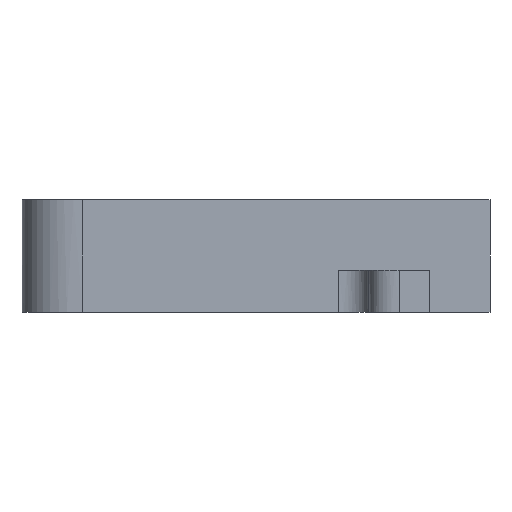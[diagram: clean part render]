
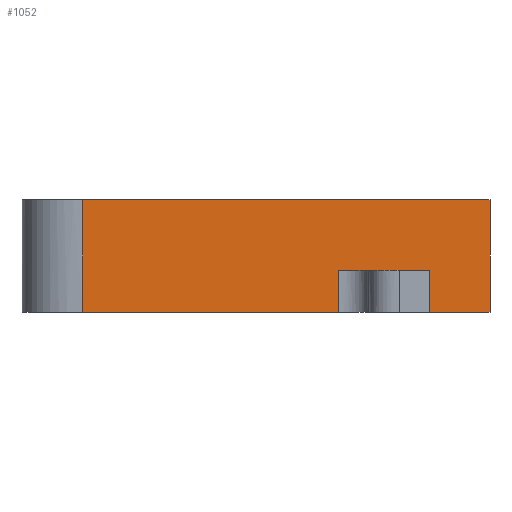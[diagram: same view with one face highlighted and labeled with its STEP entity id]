
A CAD part, left-side view. The second image highlights one B-rep face of the part: STEP entity #1052.
In plain terms, the highlighted free-form (B-spline) face has degree [1, 1] with [2, 2] control points.
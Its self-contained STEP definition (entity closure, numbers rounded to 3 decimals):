
#12=B_SPLINE_CURVE_WITH_KNOTS('',3,(#1691,#1692,#1693,#1694),
 .UNSPECIFIED.,.F.,.F.,(4,4),(0.,1.),.UNSPECIFIED.);
#13=B_SPLINE_CURVE_WITH_KNOTS('',3,(#1698,#1699,#1700,#1701),
 .UNSPECIFIED.,.F.,.F.,(4,4),(0.,1.),.UNSPECIFIED.);
#36=LINE('',#1680,#74);
#37=LINE('',#1683,#75);
#38=LINE('',#1685,#76);
#39=LINE('',#1687,#77);
#40=LINE('',#1689,#78);
#41=LINE('',#1696,#79);
#74=VECTOR('',#1267,1000.);
#75=VECTOR('',#1268,1000.);
#76=VECTOR('',#1269,1000.);
#77=VECTOR('',#1270,1000.);
#78=VECTOR('',#1271,1000.);
#79=VECTOR('',#1272,1000.);
#111=B_SPLINE_SURFACE_WITH_KNOTS('',1,1,((#1676,#1677),(#1678,#1679)),
 .PLANE_SURF.,.F.,.F.,.F.,(2,2),(2,2),(0.,1.),(0.,1.),.UNSPECIFIED.);
#248=ORIENTED_EDGE('',*,*,#560,.T.);
#249=ORIENTED_EDGE('',*,*,#561,.T.);
#250=ORIENTED_EDGE('',*,*,#562,.T.);
#251=ORIENTED_EDGE('',*,*,#563,.F.);
#252=ORIENTED_EDGE('',*,*,#564,.F.);
#253=ORIENTED_EDGE('',*,*,#565,.F.);
#254=ORIENTED_EDGE('',*,*,#566,.T.);
#255=ORIENTED_EDGE('',*,*,#567,.F.);
#560=EDGE_CURVE('',#710,#711,#36,.T.);
#561=EDGE_CURVE('',#711,#712,#37,.T.);
#562=EDGE_CURVE('',#712,#713,#38,.T.);
#563=EDGE_CURVE('',#714,#713,#39,.T.);
#564=EDGE_CURVE('',#715,#714,#40,.T.);
#565=EDGE_CURVE('',#716,#715,#12,.F.);
#566=EDGE_CURVE('',#716,#717,#41,.T.);
#567=EDGE_CURVE('',#710,#717,#13,.F.);
#710=VERTEX_POINT('',#1681);
#711=VERTEX_POINT('',#1682);
#712=VERTEX_POINT('',#1684);
#713=VERTEX_POINT('',#1686);
#714=VERTEX_POINT('',#1688);
#715=VERTEX_POINT('',#1690);
#716=VERTEX_POINT('',#1695);
#717=VERTEX_POINT('',#1697);
#856=EDGE_LOOP('',(#248,#249,#250,#251,#252,#253,#254,#255));
#940=FACE_BOUND('',#856,.T.);
#1052=ADVANCED_FACE('',(#940),#111,.T.);
#1267=DIRECTION('',(0.,-1.,0.));
#1268=DIRECTION('',(0.,0.,-1.));
#1269=DIRECTION('',(0.,-1.,0.));
#1270=DIRECTION('',(0.,0.,-1.));
#1271=DIRECTION('',(0.,-1.,0.));
#1272=DIRECTION('',(0.,-1.,0.));
#1676=CARTESIAN_POINT('',(-31.6,-31.525,-9.3));
#1677=CARTESIAN_POINT('',(-31.6,-31.525,-24.7));
#1678=CARTESIAN_POINT('',(-31.6,24.025,-9.3));
#1679=CARTESIAN_POINT('',(-31.6,24.025,-24.7));
#1680=CARTESIAN_POINT('',(-31.6,0.,-18.75));
#1681=CARTESIAN_POINT('',(-31.6,-10.25,-18.75));
#1682=CARTESIAN_POINT('',(-31.6,-21.5,-18.75));
#1683=CARTESIAN_POINT('',(-31.6,-21.5,-18.75));
#1684=CARTESIAN_POINT('',(-31.6,-21.5,-24.));
#1685=CARTESIAN_POINT('',(-31.6,0.,-24.));
#1686=CARTESIAN_POINT('',(-31.6,-29.,-24.));
#1687=CARTESIAN_POINT('',(-31.6,-29.,-19.998));
#1688=CARTESIAN_POINT('',(-31.6,-29.,-10.));
#1689=CARTESIAN_POINT('',(-31.6,0.,-10.));
#1690=CARTESIAN_POINT('',(-31.6,21.5,-10.));
#1691=CARTESIAN_POINT('',(-31.6,21.5,-10.));
#1692=CARTESIAN_POINT('',(-31.6,21.5,-14.667));
#1693=CARTESIAN_POINT('',(-31.6,21.5,-19.333));
#1694=CARTESIAN_POINT('',(-31.6,21.5,-24.));
#1695=CARTESIAN_POINT('',(-31.6,21.5,-24.));
#1696=CARTESIAN_POINT('',(-31.6,0.,-24.));
#1697=CARTESIAN_POINT('',(-31.6,-10.25,-24.));
#1698=CARTESIAN_POINT('',(-31.6,-10.25,-24.));
#1699=CARTESIAN_POINT('',(-31.6,-10.25,-22.25));
#1700=CARTESIAN_POINT('',(-31.6,-10.25,-20.5));
#1701=CARTESIAN_POINT('',(-31.6,-10.25,-18.75));
